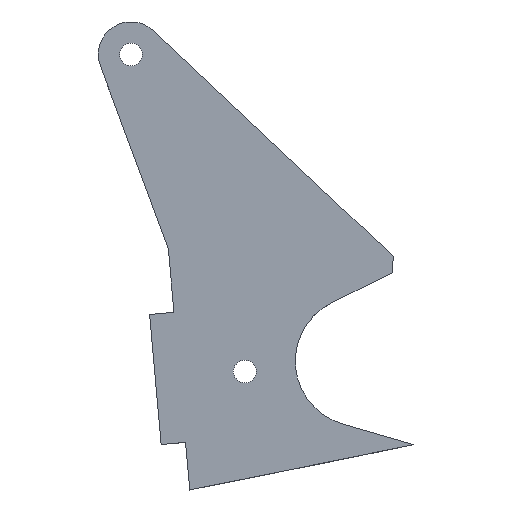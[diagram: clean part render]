
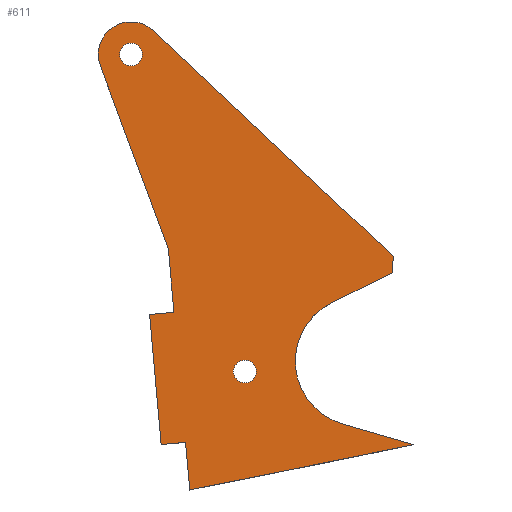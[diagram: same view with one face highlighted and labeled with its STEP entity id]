
A CAD part, top view. The second image highlights one B-rep face of the part: STEP entity #611.
In plain terms, the highlighted planar face has unit normal (0, 0, 1).
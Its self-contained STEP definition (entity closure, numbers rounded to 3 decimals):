
#42=CARTESIAN_POINT('Vertex',(404.287,-3.859,1.5)) ;
#56=CARTESIAN_POINT('Vertex',(405.705,-19.797,1.5)) ;
#59=CARTESIAN_POINT('Line Origine',(404.996,-11.828,1.5)) ;
#82=CARTESIAN_POINT('Vertex',(407.275,-3.594,1.5)) ;
#90=CARTESIAN_POINT('Line Origine',(405.781,-3.727,1.5)) ;
#113=CARTESIAN_POINT('Vertex',(406.581,4.21,1.5)) ;
#121=CARTESIAN_POINT('Line Origine',(406.928,0.308,1.5)) ;
#144=CARTESIAN_POINT('Vertex',(398.251,26.605,1.5)) ;
#152=CARTESIAN_POINT('Line Origine',(402.416,15.408,1.5)) ;
#175=CARTESIAN_POINT('Vertex',(404.74,30.915,1.5)) ;
#183=CARTESIAN_POINT('Axis2P3D Location',(402.,28.,1.5)) ;
#206=CARTESIAN_POINT('Vertex',(434.136,3.282,1.5)) ;
#214=CARTESIAN_POINT('Line Origine',(419.438,17.098,1.5)) ;
#237=CARTESIAN_POINT('Vertex',(434.069,1.284,1.5)) ;
#245=CARTESIAN_POINT('Line Origine',(434.102,2.283,1.5)) ;
#268=CARTESIAN_POINT('Vertex',(426.595,-2.424,1.5)) ;
#276=CARTESIAN_POINT('Line Origine',(430.332,-0.57,1.5)) ;
#299=CARTESIAN_POINT('Vertex',(427.916,-17.272,1.5)) ;
#307=CARTESIAN_POINT('Axis2P3D Location',(430.151,-9.59,1.5)) ;
#330=CARTESIAN_POINT('Vertex',(436.656,-19.814,1.5)) ;
#338=CARTESIAN_POINT('Line Origine',(432.286,-18.543,1.5)) ;
#366=CARTESIAN_POINT('Vertex',(409.212,-25.368,1.5)) ;
#378=CARTESIAN_POINT('Control Point',(409.212,-25.368,1.5)) ;
#379=CARTESIAN_POINT('Control Point',(414.707,-24.286,1.5)) ;
#380=CARTESIAN_POINT('Control Point',(420.199,-23.188,1.5)) ;
#381=CARTESIAN_POINT('Control Point',(425.688,-22.077,1.5)) ;
#382=CARTESIAN_POINT('Control Point',(431.173,-20.952,1.5)) ;
#383=CARTESIAN_POINT('Control Point',(436.656,-19.814,1.5)) ;
#398=CARTESIAN_POINT('Vertex',(408.693,-19.531,1.5)) ;
#406=CARTESIAN_POINT('Line Origine',(408.953,-22.449,1.5)) ;
#428=CARTESIAN_POINT('Line Origine',(407.199,-19.664,1.5)) ;
#451=CARTESIAN_POINT('Vertex',(414.553,-10.853,1.5)) ;
#465=CARTESIAN_POINT('Vertex',(417.353,-10.853,1.5)) ;
#468=CARTESIAN_POINT('Axis2P3D Location',(415.953,-10.853,1.5)) ;
#485=CARTESIAN_POINT('Axis2P3D Location',(415.953,-10.853,1.5)) ;
#508=CARTESIAN_POINT('Vertex',(403.4,28.,1.5)) ;
#522=CARTESIAN_POINT('Vertex',(400.6,28.,1.5)) ;
#525=CARTESIAN_POINT('Axis2P3D Location',(402.,28.,1.5)) ;
#542=CARTESIAN_POINT('Axis2P3D Location',(402.,28.,1.5)) ;
#583=CARTESIAN_POINT('Axis2P3D Location',(0.,0.,1.5)) ;
#61=VECTOR('Line Direction',#60,1.) ;
#92=VECTOR('Line Direction',#91,1.) ;
#123=VECTOR('Line Direction',#122,1.) ;
#154=VECTOR('Line Direction',#153,1.) ;
#216=VECTOR('Line Direction',#215,1.) ;
#247=VECTOR('Line Direction',#246,1.) ;
#278=VECTOR('Line Direction',#277,1.) ;
#340=VECTOR('Line Direction',#339,1.) ;
#408=VECTOR('Line Direction',#407,1.) ;
#430=VECTOR('Line Direction',#429,1.) ;
#60=DIRECTION('Vector Direction',(-0.089,0.996,0.)) ;
#91=DIRECTION('Vector Direction',(0.996,0.089,0.)) ;
#122=DIRECTION('Vector Direction',(-0.089,0.996,0.)) ;
#153=DIRECTION('Vector Direction',(-0.349,0.937,0.)) ;
#184=DIRECTION('Axis2P3D Direction',(0.,0.,-1.)) ;
#215=DIRECTION('Vector Direction',(-0.729,0.685,0.)) ;
#246=DIRECTION('Vector Direction',(0.034,0.999,0.)) ;
#277=DIRECTION('Vector Direction',(0.896,0.444,0.)) ;
#308=DIRECTION('Axis2P3D Direction',(0.,0.,-1.)) ;
#339=DIRECTION('Vector Direction',(0.96,-0.279,0.)) ;
#407=DIRECTION('Vector Direction',(0.089,-0.996,0.)) ;
#429=DIRECTION('Vector Direction',(-0.996,-0.089,0.)) ;
#469=DIRECTION('Axis2P3D Direction',(0.,0.,-1.)) ;
#486=DIRECTION('Axis2P3D Direction',(0.,0.,-1.)) ;
#526=DIRECTION('Axis2P3D Direction',(0.,0.,-1.)) ;
#543=DIRECTION('Axis2P3D Direction',(0.,0.,-1.)) ;
#584=DIRECTION('Axis2P3D Direction',(0.,0.,-1.)) ;
#585=DIRECTION('Axis2P3D XDirection',(1.,0.,0.)) ;
#185=AXIS2_PLACEMENT_3D('Circle Axis2P3D',#183,#184,$) ;
#309=AXIS2_PLACEMENT_3D('Circle Axis2P3D',#307,#308,$) ;
#470=AXIS2_PLACEMENT_3D('Circle Axis2P3D',#468,#469,$) ;
#487=AXIS2_PLACEMENT_3D('Circle Axis2P3D',#485,#486,$) ;
#527=AXIS2_PLACEMENT_3D('Circle Axis2P3D',#525,#526,$) ;
#544=AXIS2_PLACEMENT_3D('Circle Axis2P3D',#542,#543,$) ;
#586=AXIS2_PLACEMENT_3D('Plane Axis2P3D',#583,#584,#585) ;
#62=LINE('Line',#59,#61) ;
#93=LINE('Line',#90,#92) ;
#124=LINE('Line',#121,#123) ;
#155=LINE('Line',#152,#154) ;
#217=LINE('Line',#214,#216) ;
#248=LINE('Line',#245,#247) ;
#279=LINE('Line',#276,#278) ;
#341=LINE('Line',#338,#340) ;
#409=LINE('Line',#406,#408) ;
#431=LINE('Line',#428,#430) ;
#186=CIRCLE('generated circle',#185,4.) ;
#310=CIRCLE('generated circle',#309,8.) ;
#471=CIRCLE('generated circle',#470,1.4) ;
#488=CIRCLE('generated circle',#487,1.4) ;
#528=CIRCLE('generated circle',#527,1.4) ;
#545=CIRCLE('generated circle',#544,1.4) ;
#587=PLANE('',#586) ;
#606=FACE_BOUND('',#603,.T.) ;
#610=FACE_BOUND('',#607,.T.) ;
#63=EDGE_CURVE('',#43,#57,#62,.F.) ;
#94=EDGE_CURVE('',#83,#43,#93,.F.) ;
#125=EDGE_CURVE('',#114,#83,#124,.F.) ;
#156=EDGE_CURVE('',#145,#114,#155,.F.) ;
#187=EDGE_CURVE('',#176,#145,#186,.F.) ;
#218=EDGE_CURVE('',#207,#176,#217,.T.) ;
#249=EDGE_CURVE('',#238,#207,#248,.T.) ;
#280=EDGE_CURVE('',#269,#238,#279,.T.) ;
#311=EDGE_CURVE('',#300,#269,#310,.T.) ;
#342=EDGE_CURVE('',#331,#300,#341,.F.) ;
#384=EDGE_CURVE('',#367,#331,#377,.T.) ;
#410=EDGE_CURVE('',#399,#367,#409,.T.) ;
#432=EDGE_CURVE('',#57,#399,#431,.F.) ;
#472=EDGE_CURVE('',#452,#466,#471,.T.) ;
#489=EDGE_CURVE('',#466,#452,#488,.T.) ;
#529=EDGE_CURVE('',#509,#523,#528,.T.) ;
#546=EDGE_CURVE('',#523,#509,#545,.T.) ;
#589=ORIENTED_EDGE('',*,*,#432,.T.) ;
#590=ORIENTED_EDGE('',*,*,#410,.T.) ;
#591=ORIENTED_EDGE('',*,*,#384,.T.) ;
#592=ORIENTED_EDGE('',*,*,#342,.T.) ;
#593=ORIENTED_EDGE('',*,*,#311,.T.) ;
#594=ORIENTED_EDGE('',*,*,#280,.T.) ;
#595=ORIENTED_EDGE('',*,*,#249,.T.) ;
#596=ORIENTED_EDGE('',*,*,#218,.T.) ;
#597=ORIENTED_EDGE('',*,*,#187,.T.) ;
#598=ORIENTED_EDGE('',*,*,#156,.T.) ;
#599=ORIENTED_EDGE('',*,*,#125,.T.) ;
#600=ORIENTED_EDGE('',*,*,#94,.T.) ;
#601=ORIENTED_EDGE('',*,*,#63,.T.) ;
#604=ORIENTED_EDGE('',*,*,#489,.T.) ;
#605=ORIENTED_EDGE('',*,*,#472,.T.) ;
#608=ORIENTED_EDGE('',*,*,#546,.T.) ;
#609=ORIENTED_EDGE('',*,*,#529,.T.) ;
#588=EDGE_LOOP('',(#589,#590,#591,#592,#593,#594,#595,#596,#597,#598,#599,#600,#601)) ;
#603=EDGE_LOOP('',(#604,#605)) ;
#607=EDGE_LOOP('',(#608,#609)) ;
#43=VERTEX_POINT('',#42) ;
#57=VERTEX_POINT('',#56) ;
#83=VERTEX_POINT('',#82) ;
#114=VERTEX_POINT('',#113) ;
#145=VERTEX_POINT('',#144) ;
#176=VERTEX_POINT('',#175) ;
#207=VERTEX_POINT('',#206) ;
#238=VERTEX_POINT('',#237) ;
#269=VERTEX_POINT('',#268) ;
#300=VERTEX_POINT('',#299) ;
#331=VERTEX_POINT('',#330) ;
#367=VERTEX_POINT('',#366) ;
#399=VERTEX_POINT('',#398) ;
#452=VERTEX_POINT('',#451) ;
#466=VERTEX_POINT('',#465) ;
#509=VERTEX_POINT('',#508) ;
#523=VERTEX_POINT('',#522) ;
#611=ADVANCED_FACE('PartBody',(#602,#606,#610),#587,.F.) ;
#377=B_SPLINE_CURVE_WITH_KNOTS('',5,(#378,#379,#380,#381,#382,#383),.UNSPECIFIED.,.F.,.U.,(6,6),(500420.898,500448.878),.UNSPECIFIED.) ;
#602=FACE_OUTER_BOUND('',#588,.T.) ;
